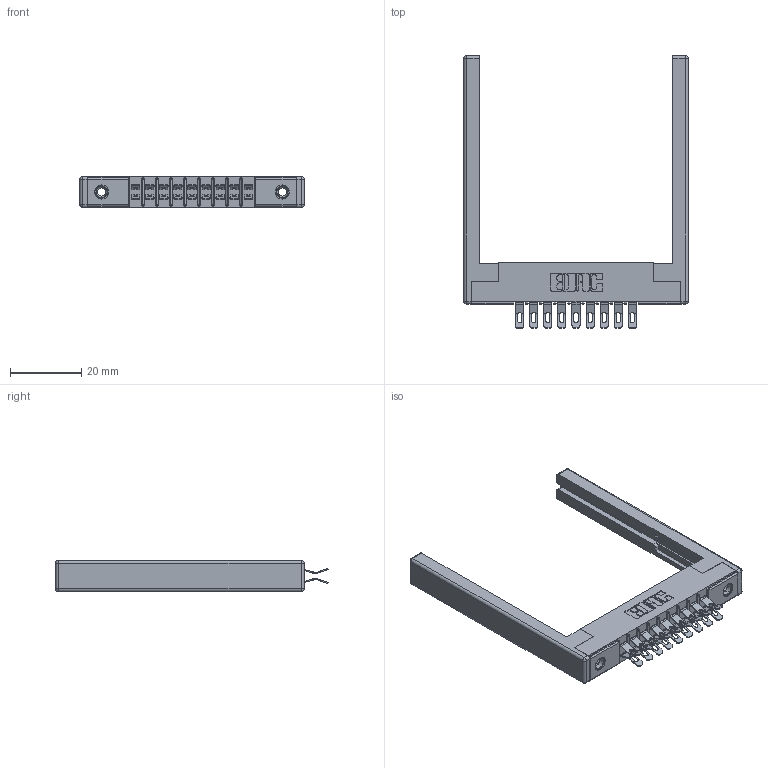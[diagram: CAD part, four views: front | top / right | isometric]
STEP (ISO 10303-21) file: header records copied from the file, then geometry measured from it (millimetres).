
FILE_DESCRIPTION (( 'STEP AP203' ), '1' );
FILE_NAME ('305-018-555-268.STEP', '2019-09-09T12:48:04', ( '' ), ( '' ), 'SwSTEP 2.0', 'SolidWorks 2016', '' );
FILE_SCHEMA (( 'CONFIG_CONTROL_DESIGN' ));
Length unit declared in the file: inch
Products named in the file (5): 345-250-001_345-250-001-102; 305-290-001_555; 305-018-555-268; 307-220-068; 305 Part_.156 Dia
Assembly tree (23 placements, depth 2):
  305-018-555-268
    305 Part_.156 Dia
    305-290-001_555  x18
    345-250-001_345-250-001-102  x2
    307-220-068  x2
Bounding box: 63.09 x 76.71 x 8.71 mm (x, y, z)
Volume: 8599.4 mm3; surface area: 11185.6 mm2
Topology: 23 solids, 23 shells, 1458 faces, 4261 edges, 2770 vertices
Faces by surface type: plane 732, cylinder 666, sphere 44, cone 12, torus 4
Entity records: 17145 total; most frequent: CARTESIAN_POINT 2828, ORIENTED_EDGE 2784, DIRECTION 2776, EDGE_CURVE 1392, LINE 1060, VECTOR 1060, VERTEX_POINT 894, AXIS2_PLACEMENT_3D 858
